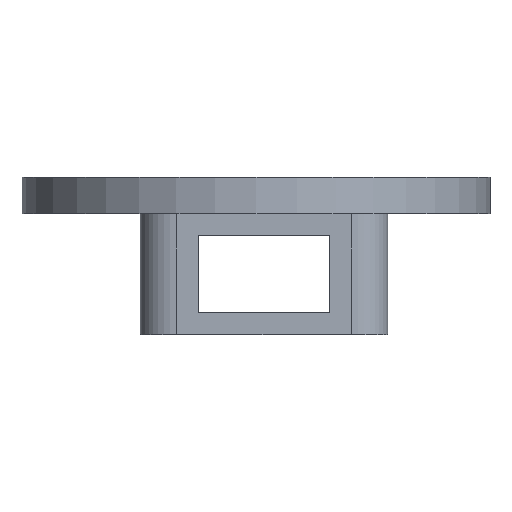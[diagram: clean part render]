
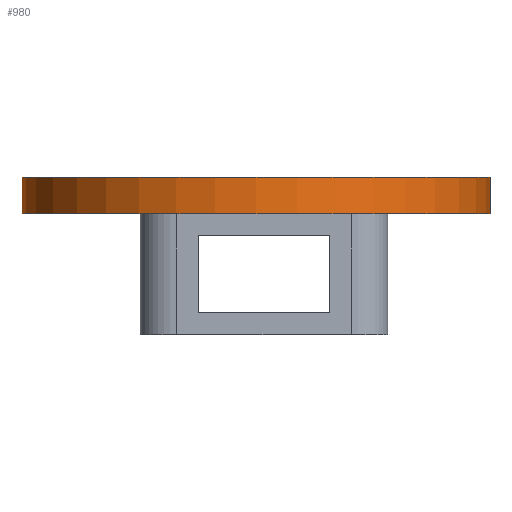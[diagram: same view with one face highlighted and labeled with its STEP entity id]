
A CAD part, front view. The second image highlights one B-rep face of the part: STEP entity #980.
In plain terms, the highlighted cylindrical face has radius 32.147 mm (diameter 64.293 mm), a partial arc.
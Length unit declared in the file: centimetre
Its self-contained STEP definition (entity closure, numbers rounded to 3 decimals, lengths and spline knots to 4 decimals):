
#55 = DIRECTION ( 'NONE',  ( 0., 0., -1. ) ) ;
#90 = CIRCLE ( 'NONE', #2070, 3.2147 ) ;
#262 = VECTOR ( 'NONE', #55, 100. ) ;
#314 = ORIENTED_EDGE ( 'NONE', *, *, #1893, .T. ) ;
#329 = DIRECTION ( 'NONE',  ( 0., 0., -1. ) ) ;
#330 = DIRECTION ( 'NONE',  ( 0., 0., -1. ) ) ;
#402 = EDGE_CURVE ( 'NONE', #1934, #1286, #90, .T. ) ;
#455 = DIRECTION ( 'NONE',  ( 0., 0., 1. ) ) ;
#510 = CARTESIAN_POINT ( 'NONE',  ( 3.2147, 0., 1.7 ) ) ;
#530 = LINE ( 'NONE', #2026, #262 ) ;
#544 = EDGE_CURVE ( 'NONE', #1724, #1286, #789, .T. ) ;
#634 = DIRECTION ( 'NONE',  ( 0., 0., 1. ) ) ;
#789 = LINE ( 'NONE', #510, #1857 ) ;
#825 = CARTESIAN_POINT ( 'NONE',  ( 0., 0., 1.7 ) ) ;
#833 = AXIS2_PLACEMENT_3D ( 'NONE', #1285, #634, #1266 ) ;
#858 = DIRECTION ( 'NONE',  ( -1., 0., 0. ) ) ;
#906 = ORIENTED_EDGE ( 'NONE', *, *, #402, .T. ) ;
#980 = ADVANCED_FACE ( 'NONE', ( #1485 ), #1069, .T. ) ;
#1053 = AXIS2_PLACEMENT_3D ( 'NONE', #825, #330, #858 ) ;
#1069 = CYLINDRICAL_SURFACE ( 'NONE', #1053, 3.2147 ) ;
#1172 = CARTESIAN_POINT ( 'NONE',  ( -3.2147, 0., 1.2 ) ) ;
#1235 = CARTESIAN_POINT ( 'NONE',  ( 3.2147, 0., 1.2 ) ) ;
#1256 = DIRECTION ( 'NONE',  ( 1., 0., 0. ) ) ;
#1266 = DIRECTION ( 'NONE',  ( 1., 0., 0. ) ) ;
#1285 = CARTESIAN_POINT ( 'NONE',  ( 0., 0., 1.7 ) ) ;
#1286 = VERTEX_POINT ( 'NONE', #1235 ) ;
#1295 = EDGE_CURVE ( 'NONE', #1598, #1724, #1305, .T. ) ;
#1305 = CIRCLE ( 'NONE', #833, 3.2147 ) ;
#1396 = EDGE_LOOP ( 'NONE', ( #1654, #1869, #314, #906 ) ) ;
#1415 = CARTESIAN_POINT ( 'NONE',  ( -3.2147, 0., 1.7 ) ) ;
#1485 = FACE_OUTER_BOUND ( 'NONE', #1396, .T. ) ;
#1598 = VERTEX_POINT ( 'NONE', #1415 ) ;
#1608 = CARTESIAN_POINT ( 'NONE',  ( 3.2147, 0., 1.7 ) ) ;
#1654 = ORIENTED_EDGE ( 'NONE', *, *, #544, .F. ) ;
#1724 = VERTEX_POINT ( 'NONE', #1608 ) ;
#1758 = CARTESIAN_POINT ( 'NONE',  ( 0., 0., 1.2 ) ) ;
#1857 = VECTOR ( 'NONE', #329, 100. ) ;
#1869 = ORIENTED_EDGE ( 'NONE', *, *, #1295, .F. ) ;
#1893 = EDGE_CURVE ( 'NONE', #1598, #1934, #530, .T. ) ;
#1934 = VERTEX_POINT ( 'NONE', #1172 ) ;
#2026 = CARTESIAN_POINT ( 'NONE',  ( -3.2147, 0., 1.7 ) ) ;
#2070 = AXIS2_PLACEMENT_3D ( 'NONE', #1758, #455, #1256 ) ;
